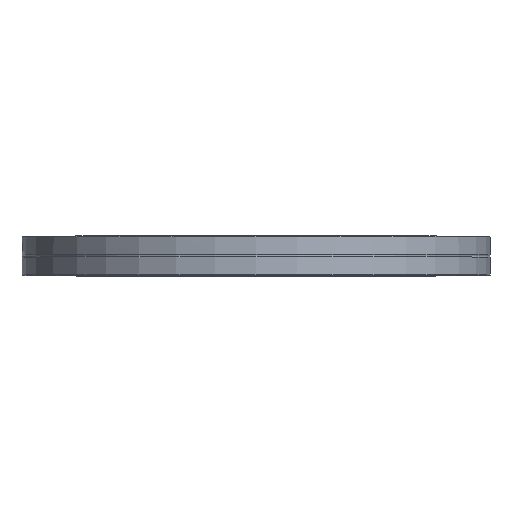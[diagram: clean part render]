
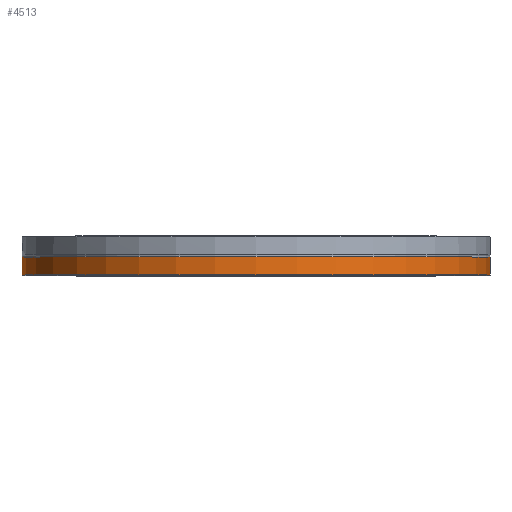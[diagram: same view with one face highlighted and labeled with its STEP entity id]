
A CAD part, top view. The second image highlights one B-rep face of the part: STEP entity #4513.
In plain terms, the highlighted cylindrical face has radius 168.3 mm (diameter 336.6 mm), a full revolution.
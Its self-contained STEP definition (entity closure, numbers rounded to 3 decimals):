
#248=CYLINDRICAL_SURFACE('',#4934,168.3);
#483=FACE_OUTER_BOUND('',#801,.T.);
#801=EDGE_LOOP('',(#3401,#3402,#3403,#3404,#3405,#3406));
#1105=LINE('',#7311,#1376);
#1376=VECTOR('',#5718,168.3);
#1707=CIRCLE('',#4932,168.3);
#1708=CIRCLE('',#4933,168.3);
#1709=CIRCLE('',#4935,168.3);
#1710=CIRCLE('',#4936,168.3);
#2081=VERTEX_POINT('',#7301);
#2082=VERTEX_POINT('',#7302);
#2083=VERTEX_POINT('',#7307);
#2084=VERTEX_POINT('',#7308);
#2572=EDGE_CURVE('',#2081,#2082,#1707,.T.);
#2573=EDGE_CURVE('',#2082,#2081,#1708,.T.);
#2575=EDGE_CURVE('',#2083,#2084,#1709,.T.);
#2576=EDGE_CURVE('',#2084,#2083,#1710,.T.);
#2577=EDGE_CURVE('',#2084,#2082,#1105,.T.);
#3401=ORIENTED_EDGE('',*,*,#2575,.F.);
#3402=ORIENTED_EDGE('',*,*,#2576,.F.);
#3403=ORIENTED_EDGE('',*,*,#2577,.T.);
#3404=ORIENTED_EDGE('',*,*,#2572,.F.);
#3405=ORIENTED_EDGE('',*,*,#2573,.F.);
#3406=ORIENTED_EDGE('',*,*,#2577,.F.);
#4513=ADVANCED_FACE('',(#483),#248,.T.);
#4932=AXIS2_PLACEMENT_3D('',#7303,#5707,#5708);
#4933=AXIS2_PLACEMENT_3D('',#7304,#5709,#5710);
#4934=AXIS2_PLACEMENT_3D('',#7306,#5712,#5713);
#4935=AXIS2_PLACEMENT_3D('',#7309,#5714,#5715);
#4936=AXIS2_PLACEMENT_3D('',#7310,#5716,#5717);
#5707=DIRECTION('center_axis',(0.,-1.,0.));
#5708=DIRECTION('ref_axis',(1.,0.,0.));
#5709=DIRECTION('center_axis',(0.,-1.,0.));
#5710=DIRECTION('ref_axis',(1.,0.,0.));
#5712=DIRECTION('center_axis',(0.,1.,0.));
#5713=DIRECTION('ref_axis',(-1.,0.,0.));
#5714=DIRECTION('center_axis',(0.,1.,0.));
#5715=DIRECTION('ref_axis',(1.,0.,0.));
#5716=DIRECTION('center_axis',(0.,1.,0.));
#5717=DIRECTION('ref_axis',(1.,0.,0.));
#5718=DIRECTION('',(0.,-1.,0.));
#7301=CARTESIAN_POINT('',(-168.3,0.5,0.));
#7302=CARTESIAN_POINT('',(168.3,0.5,0.));
#7303=CARTESIAN_POINT('Origin',(0.,0.5,0.));
#7304=CARTESIAN_POINT('Origin',(0.,0.5,0.));
#7306=CARTESIAN_POINT('Origin',(0.,6.685,0.));
#7307=CARTESIAN_POINT('',(0.,13.371,-168.3));
#7308=CARTESIAN_POINT('',(168.3,13.371,0.));
#7309=CARTESIAN_POINT('Origin',(0.,13.371,0.));
#7310=CARTESIAN_POINT('Origin',(0.,13.371,0.));
#7311=CARTESIAN_POINT('',(168.3,6.685,0.));
